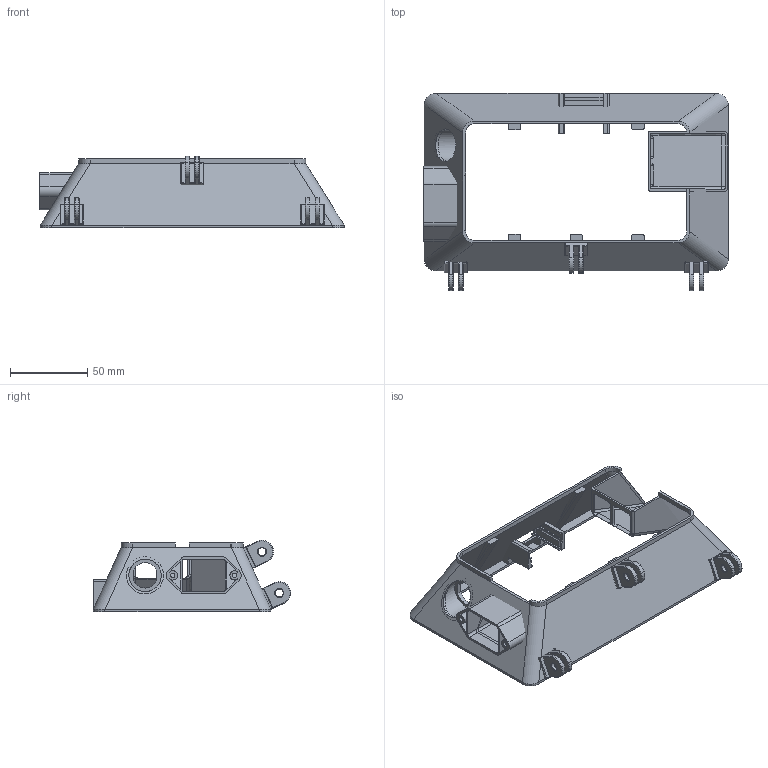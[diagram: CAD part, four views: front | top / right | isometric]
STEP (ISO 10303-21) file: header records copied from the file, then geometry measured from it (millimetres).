
FILE_DESCRIPTION(('FreeCAD Model'),'2;1');
FILE_NAME('enclosure_main.step','2019-05-04T08:19:05',('Anool'),('Wyolum'), 'Open CASCADE STEP processor 7.3','FreeCAD','Unknown');
FILE_SCHEMA(('AUTOMOTIVE_DESIGN { 1 0 10303 214 1 1 1 1 }'));
Length unit declared in the file: millimetre
Products named in the file (16): go_pro_r_(Mirror_#10); go_pro_c; screw_posts_(Mirror_#9); screw_posts; screw_posts_(Mirror_#4); screw_posts_(Mirror_#5); screw_posts_(Mirror_#6); main_side_shell5; BackBorder_(Mirror_#6); BackBorder; power_switch; cam_guide_R_mirror; cam_guide_L; front_face; power_socket_shell; go_pro_l
Bounding box: 197.25 x 127.86 x 46.2 mm (x, y, z)
Volume: 63565.9 mm3; surface area: 87915.7 mm2
Topology: 17 solids, 17 shells, 448 faces, 1145 edges, 715 vertices
Faces by surface type: plane 185, cylinder 158, bspline 45, torus 36, sphere 12, offset 12
Full cylindrical faces by diameter (mm): 2.8 x2, 5 x6, 21 x2, 24 x1
Entity records: 19868 total; most frequent: CARTESIAN_POINT 8997, ORIENTED_EDGE 2266, DIRECTION 2065, EDGE_CURVE 1133, AXIS2_PLACEMENT_3D 730, VERTEX_POINT 715, LINE 605, VECTOR 605
